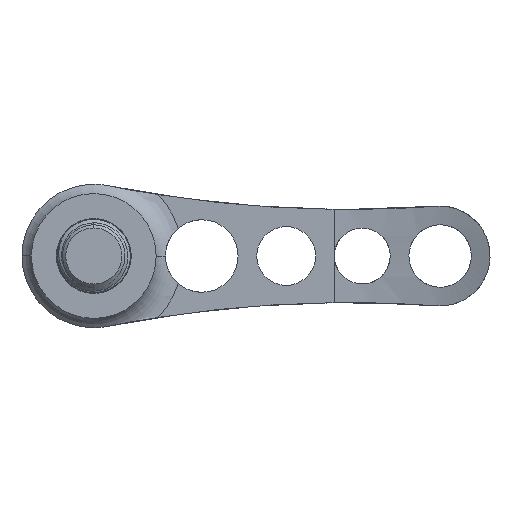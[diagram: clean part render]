
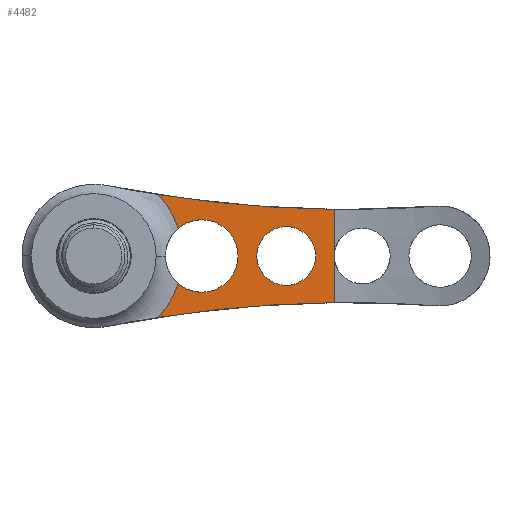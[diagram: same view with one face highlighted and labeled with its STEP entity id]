
A CAD part, left-side view. The second image highlights one B-rep face of the part: STEP entity #4482.
In plain terms, the highlighted face is planar.
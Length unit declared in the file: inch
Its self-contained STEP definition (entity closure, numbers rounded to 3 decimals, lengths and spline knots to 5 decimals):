
#78 = AXIS2_PLACEMENT_3D ( 'NONE', #7638, #221, #4618 ) ;
#83 = DIRECTION ( 'NONE',  ( 0., -1., 0. ) ) ;
#221 = DIRECTION ( 'NONE',  ( 0., 0., -1. ) ) ;
#225 = CIRCLE ( 'NONE', #78, 0.22877 ) ;
#271 = DIRECTION ( 'NONE',  ( 0., 0., 1. ) ) ;
#320 = CARTESIAN_POINT ( 'NONE',  ( 8.02913, 0.58051, 0.19685 ) ) ;
#329 = CARTESIAN_POINT ( 'NONE',  ( 0.22877, 1.50351, 0.19685 ) ) ;
#442 = CARTESIAN_POINT ( 'NONE',  ( 1.5, 0.66929, 0.19685 ) ) ;
#455 = EDGE_LOOP ( 'NONE', ( #6415, #1721, #1142, #8284, #6575, #6216, #8598, #6833 ) ) ;
#476 = DIRECTION ( 'NONE',  ( 0., 0., -1. ) ) ;
#491 = LINE ( 'NONE', #442, #7180 ) ;
#636 = CIRCLE ( 'NONE', #941, 0.22877 ) ;
#742 = EDGE_CURVE ( 'NONE', #9038, #8018, #636, .T. ) ;
#941 = AXIS2_PLACEMENT_3D ( 'NONE', #9308, #8565, #1808 ) ;
#944 = VERTEX_POINT ( 'NONE', #2009 ) ;
#1036 = EDGE_CURVE ( 'NONE', #6033, #6308, #4897, .T. ) ;
#1142 = ORIENTED_EDGE ( 'NONE', *, *, #2190, .T. ) ;
#1165 = CARTESIAN_POINT ( 'NONE',  ( 0., 0.97124, 0.19685 ) ) ;
#1175 = DIRECTION ( 'NONE',  ( 0., -1., 0. ) ) ;
#1561 = VERTEX_POINT ( 'NONE', #4947 ) ;
#1721 = ORIENTED_EDGE ( 'NONE', *, *, #742, .T. ) ;
#1808 = DIRECTION ( 'NONE',  ( 0., -1., 0. ) ) ;
#1833 = CARTESIAN_POINT ( 'NONE',  ( -0.22877, 1.50351, 0.19685 ) ) ;
#2009 = CARTESIAN_POINT ( 'NONE',  ( 0.38746, 1.7793, 0.19685 ) ) ;
#2071 = DIRECTION ( 'NONE',  ( -1., 0., 0. ) ) ;
#2190 = EDGE_CURVE ( 'NONE', #8018, #7462, #4205, .T. ) ;
#2605 = DIRECTION ( 'NONE',  ( 0., -1., 0. ) ) ;
#2871 = DIRECTION ( 'NONE',  ( 0., -1., 0. ) ) ;
#3369 = VERTEX_POINT ( 'NONE', #7156 ) ;
#3481 = DIRECTION ( 'NONE',  ( 0., -1., 0. ) ) ;
#3583 = PLANE ( 'NONE',  #5429 ) ;
#3832 = DIRECTION ( 'NONE',  ( 0., 0., -1. ) ) ;
#4077 = CARTESIAN_POINT ( 'NONE',  ( -0.29451, 0.66929, 0.19685 ) ) ;
#4101 = CARTESIAN_POINT ( 'NONE',  ( 0.17424, 1.65176, 0.19685 ) ) ;
#4205 = CIRCLE ( 'NONE', #7215, 0.22877 ) ;
#4233 = FACE_BOUND ( 'NONE', #6109, .T. ) ;
#4304 = CARTESIAN_POINT ( 'NONE',  ( -8.02913, 0.58051, 0.19685 ) ) ;
#4482 = ADVANCED_FACE ( 'NONE', ( #4233, #4925 ), #3583, .T. ) ;
#4485 = AXIS2_PLACEMENT_3D ( 'NONE', #4304, #6584, #7472 ) ;
#4618 = DIRECTION ( 'NONE',  ( 0., -1., 0. ) ) ;
#4887 = EDGE_CURVE ( 'NONE', #6308, #6033, #5111, .T. ) ;
#4897 = CIRCLE ( 'NONE', #5690, 0.18539 ) ;
#4925 = FACE_OUTER_BOUND ( 'NONE', #455, .T. ) ;
#4947 = CARTESIAN_POINT ( 'NONE',  ( -0.17424, 1.65176, 0.19685 ) ) ;
#5042 = EDGE_CURVE ( 'NONE', #944, #6527, #9057, .T. ) ;
#5111 = CIRCLE ( 'NONE', #9048, 0.18539 ) ;
#5195 = EDGE_CURVE ( 'NONE', #1561, #3369, #7791, .T. ) ;
#5300 = DIRECTION ( 'NONE',  ( 0., 0., -1. ) ) ;
#5325 = CARTESIAN_POINT ( 'NONE',  ( 0.18539, 0.97124, 0.19685 ) ) ;
#5429 = AXIS2_PLACEMENT_3D ( 'NONE', #9571, #7939, #1175 ) ;
#5690 = AXIS2_PLACEMENT_3D ( 'NONE', #1165, #476, #3481 ) ;
#5763 = CARTESIAN_POINT ( 'NONE',  ( 0., 1.50351, 0.19685 ) ) ;
#6033 = VERTEX_POINT ( 'NONE', #5325 ) ;
#6109 = EDGE_LOOP ( 'NONE', ( #6358, #7267 ) ) ;
#6216 = ORIENTED_EDGE ( 'NONE', *, *, #7138, .T. ) ;
#6223 = EDGE_CURVE ( 'NONE', #6527, #6531, #491, .T. ) ;
#6308 = VERTEX_POINT ( 'NONE', #6570 ) ;
#6358 = ORIENTED_EDGE ( 'NONE', *, *, #4887, .T. ) ;
#6415 = ORIENTED_EDGE ( 'NONE', *, *, #9182, .T. ) ;
#6527 = VERTEX_POINT ( 'NONE', #7693 ) ;
#6531 = VERTEX_POINT ( 'NONE', #4077 ) ;
#6570 = CARTESIAN_POINT ( 'NONE',  ( -0.18539, 0.97124, 0.19685 ) ) ;
#6575 = ORIENTED_EDGE ( 'NONE', *, *, #5195, .T. ) ;
#6584 = DIRECTION ( 'NONE',  ( 0., 0., -1. ) ) ;
#6629 = CARTESIAN_POINT ( 'NONE',  ( 0., 2.18504, 0.19685 ) ) ;
#6696 = AXIS2_PLACEMENT_3D ( 'NONE', #320, #271, #2605 ) ;
#6723 = EDGE_CURVE ( 'NONE', #7462, #1561, #225, .T. ) ;
#6833 = ORIENTED_EDGE ( 'NONE', *, *, #5042, .F. ) ;
#7138 = EDGE_CURVE ( 'NONE', #3369, #6531, #8751, .T. ) ;
#7156 = CARTESIAN_POINT ( 'NONE',  ( -0.38746, 1.7793, 0.19685 ) ) ;
#7180 = VECTOR ( 'NONE', #2071, 39.37008 ) ;
#7215 = AXIS2_PLACEMENT_3D ( 'NONE', #5763, #7884, #9469 ) ;
#7267 = ORIENTED_EDGE ( 'NONE', *, *, #1036, .T. ) ;
#7462 = VERTEX_POINT ( 'NONE', #1833 ) ;
#7472 = DIRECTION ( 'NONE',  ( 0., -1., 0. ) ) ;
#7590 = CARTESIAN_POINT ( 'NONE',  ( 0., 0.97124, 0.19685 ) ) ;
#7638 = CARTESIAN_POINT ( 'NONE',  ( 0., 1.50351, 0.19685 ) ) ;
#7677 = DIRECTION ( 'NONE',  ( 0., -1., 0. ) ) ;
#7693 = CARTESIAN_POINT ( 'NONE',  ( 0.29451, 0.66929, 0.19685 ) ) ;
#7791 = CIRCLE ( 'NONE', #8899, 0.56102 ) ;
#7884 = DIRECTION ( 'NONE',  ( 0., 0., -1. ) ) ;
#7939 = DIRECTION ( 'NONE',  ( 0., 0., 1. ) ) ;
#8018 = VERTEX_POINT ( 'NONE', #329 ) ;
#8143 = CIRCLE ( 'NONE', #8451, 0.56102 ) ;
#8284 = ORIENTED_EDGE ( 'NONE', *, *, #6723, .T. ) ;
#8317 = CARTESIAN_POINT ( 'NONE',  ( 0., 2.18504, 0.19685 ) ) ;
#8451 = AXIS2_PLACEMENT_3D ( 'NONE', #6629, #9638, #2871 ) ;
#8565 = DIRECTION ( 'NONE',  ( 0., 0., -1. ) ) ;
#8598 = ORIENTED_EDGE ( 'NONE', *, *, #6223, .F. ) ;
#8751 = CIRCLE ( 'NONE', #4485, 7.73513 ) ;
#8899 = AXIS2_PLACEMENT_3D ( 'NONE', #8317, #5300, #7677 ) ;
#9038 = VERTEX_POINT ( 'NONE', #4101 ) ;
#9048 = AXIS2_PLACEMENT_3D ( 'NONE', #7590, #3832, #83 ) ;
#9057 = CIRCLE ( 'NONE', #6696, 7.73513 ) ;
#9182 = EDGE_CURVE ( 'NONE', #944, #9038, #8143, .T. ) ;
#9308 = CARTESIAN_POINT ( 'NONE',  ( 0., 1.50351, 0.19685 ) ) ;
#9469 = DIRECTION ( 'NONE',  ( 0., -1., 0. ) ) ;
#9571 = CARTESIAN_POINT ( 'NONE',  ( 1.5, 2.95276, 0.19685 ) ) ;
#9638 = DIRECTION ( 'NONE',  ( 0., 0., -1. ) ) ;
